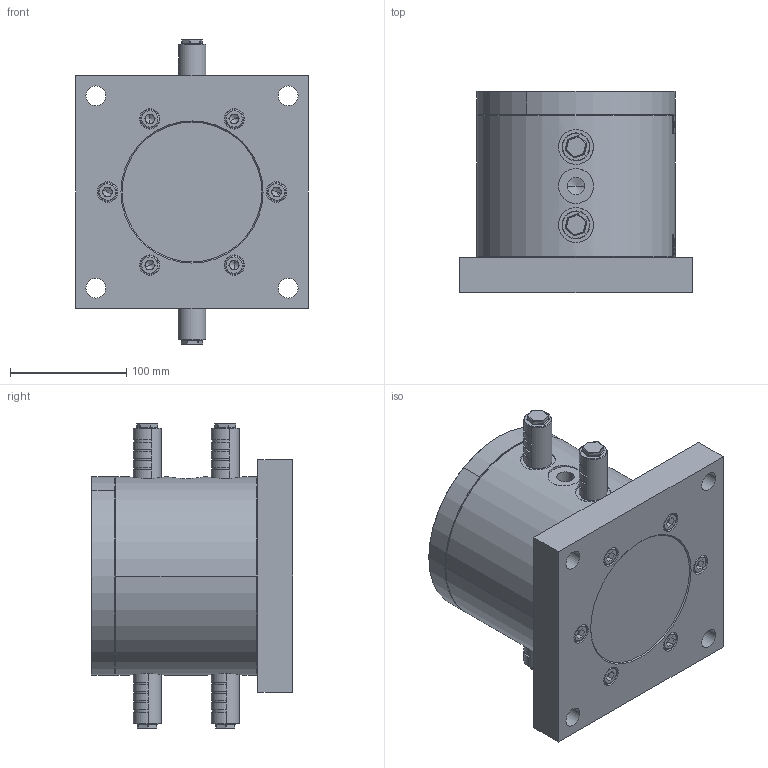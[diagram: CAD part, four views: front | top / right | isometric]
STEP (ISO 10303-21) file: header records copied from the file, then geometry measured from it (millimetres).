
FILE_DESCRIPTION (( 'STEP AP214' ), '1' );
FILE_NAME ('NTS 50-08 Kolbenvibrator #03517000.STEP', '2022-02-11T11:16:28', ( '' ), ( '' ), 'SwSTEP 2.0', 'SolidWorks 2015', '' );
FILE_SCHEMA (( 'AUTOMOTIVE_DESIGN' ));
Length unit declared in the file: millimetre
Products named in the file (1): NTS 50-08 Kolbenvibrator #03517000
Bounding box: 200 x 173 x 262 mm (x, y, z)
Volume: 4463815.4 mm3; surface area: 349341.8 mm2
Topology: 21 solids, 21 shells, 943 faces, 2740 edges, 1927 vertices
Faces by surface type: cylinder 385, plane 320, cone 114, torus 92, sphere 32
Entity records: 42773 total; most frequent: CARTESIAN_POINT 16433, ORIENTED_EDGE 5332, DIRECTION 4976, EDGE_CURVE 2666, AXIS2_PLACEMENT_3D 1985, VERTEX_POINT 1927, EDGE_LOOP 1139, CIRCLE 1041
